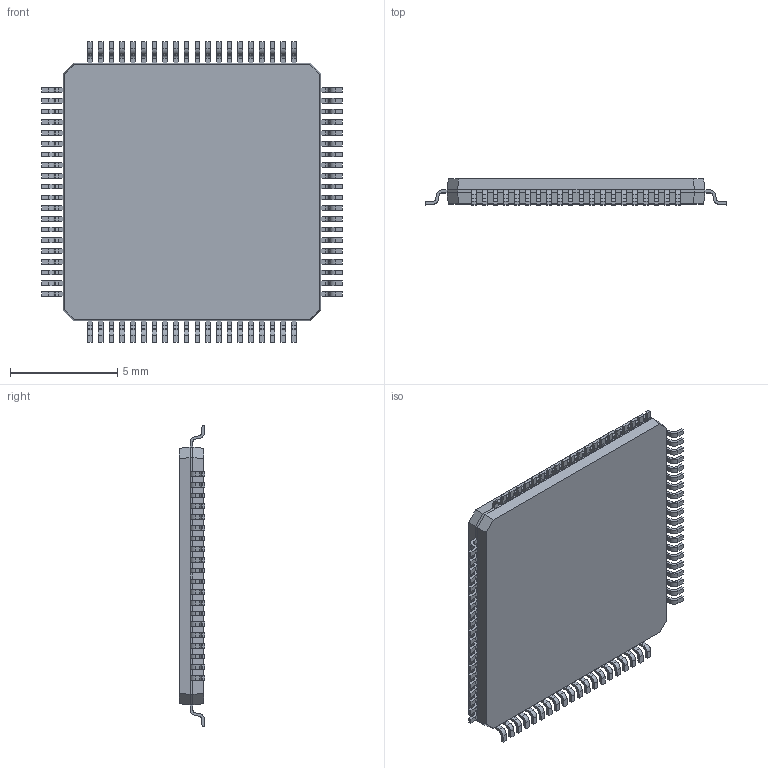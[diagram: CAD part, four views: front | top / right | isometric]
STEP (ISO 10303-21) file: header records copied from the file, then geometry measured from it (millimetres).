
FILE_DESCRIPTION (( 'STEP AP214' ), '1' );
FILE_NAME ('PFC80.STEP', '2023-12-25T09:01:47', ( '' ), ( '' ), 'SwSTEP 2.0', 'SolidWorks 2021', '' );
FILE_SCHEMA (( 'AUTOMOTIVE_DESIGN' ));
Length unit declared in the file: millimetre
Products named in the file (1): PFC80
Bounding box: 14 x 1.2 x 14 mm (x, y, z)
Volume: 166.6 mm3; surface area: 415.1 mm2
Topology: 82 solids, 82 shells, 1153 faces, 2948 edges, 1960 vertices
Faces by surface type: plane 829, cylinder 324
Entity records: 35525 total; most frequent: CARTESIAN_POINT 6062, DIRECTION 5904, ORIENTED_EDGE 5896, EDGE_CURVE 2948, LINE 2300, VECTOR 2300, VERTEX_POINT 1960, AXIS2_PLACEMENT_3D 1802
